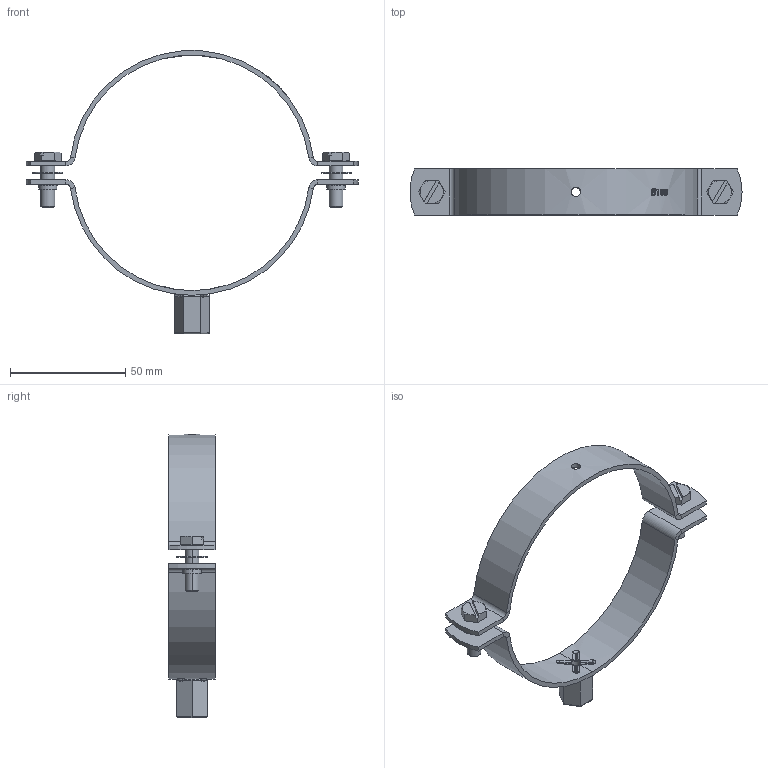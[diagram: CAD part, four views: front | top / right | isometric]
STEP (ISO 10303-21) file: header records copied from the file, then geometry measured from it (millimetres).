
FILE_DESCRIPTION (( 'STEP AP214' ), '1' );
FILE_NAME ('30179100.STEP', '2022-10-27T06:52:09', ( '' ), ( '' ), 'SwSTEP 2.0', 'SolidWorks 2021', '' );
FILE_SCHEMA (( 'AUTOMOTIVE_DESIGN' ));
Length unit declared in the file: millimetre
Products named in the file (7): 8110130100; 9519002599; 9735013060; 9541506020; Clamp^8110130100; 30179100; 8020130100
Assembly tree (8 placements, depth 3):
  30179100
    8110130100
      Clamp^8110130100
      9519002599
    8020130100
    9541506020  x2
    9735013060  x2
Bounding box: 143.74 x 20 x 122.59 mm (x, y, z)
Volume: 18608.6 mm3; surface area: 20288.6 mm2
Topology: 7 solids, 7 shells, 348 faces, 865 edges, 542 vertices
Faces by surface type: bspline 104, cylinder 102, plane 100, cone 30, torus 12
Entity records: 18073 total; most frequent: CARTESIAN_POINT 11615, ORIENTED_EDGE 1476, DIRECTION 935, EDGE_CURVE 738, VERTEX_POINT 461, AXIS2_PLACEMENT_3D 359, B_SPLINE_CURVE_WITH_KNOTS 354, EDGE_LOOP 321
